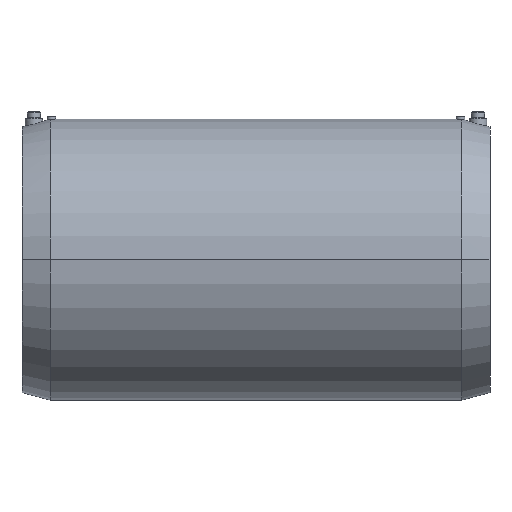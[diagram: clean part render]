
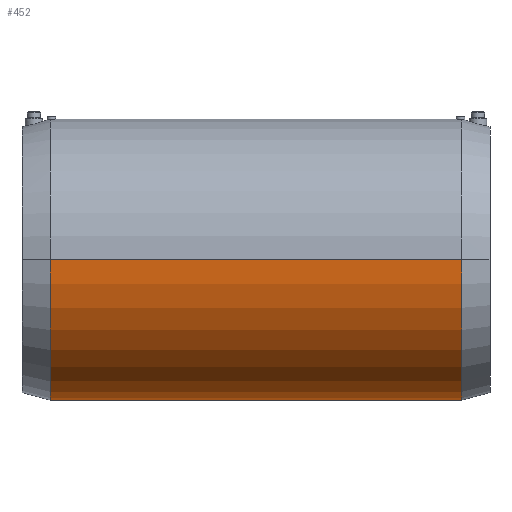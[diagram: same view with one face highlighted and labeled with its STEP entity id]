
A CAD part, front view. The second image highlights one B-rep face of the part: STEP entity #452.
In plain terms, the highlighted cylindrical face has radius 129 mm (diameter 258 mm), a partial arc.
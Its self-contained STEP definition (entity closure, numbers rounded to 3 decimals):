
#342 = EDGE_CURVE( '', #512, #740, #926, .T. );
#374 = VERTEX_POINT( '', #961 );
#434 = VERTEX_POINT( '', #1023 );
#452 = ADVANCED_FACE( '', ( #1044 ), #1045, .T. );
#476 = VERTEX_POINT( '', #1072 );
#508 = EDGE_CURVE( '', #810, #868, #1112, .T. );
#512 = VERTEX_POINT( '', #1117 );
#648 = EDGE_CURVE( '', #868, #740, #1270, .T. );
#658 = EDGE_CURVE( '', #374, #476, #1283, .T. );
#736 = EDGE_CURVE( '', #810, #374, #1374, .T. );
#740 = VERTEX_POINT( '', #1378 );
#756 = EDGE_CURVE( '', #476, #434, #1395, .T. );
#810 = VERTEX_POINT( '', #1455 );
#830 = EDGE_CURVE( '', #512, #434, #1480, .T. );
#868 = VERTEX_POINT( '', #1520 );
#926 = LINE( '', #1579, #1580 );
#961 = CARTESIAN_POINT( '', ( 25.839, 129., 0. ) );
#1023 = CARTESIAN_POINT( '', ( 404.161, -129., 0. ) );
#1044 = FACE_OUTER_BOUND( '', #1809, .T. );
#1045 = CYLINDRICAL_SURFACE( '', #1810, 129. );
#1072 = CARTESIAN_POINT( '', ( 25.839, -129., 0. ) );
#1112 = B_SPLINE_CURVE_WITH_KNOTS( '', 3, ( #1938, #1939, #1940, #1941, #1942, #1943, #1944, #1945, #1946, #1947, #1948, #1949, #1950, #1951, #1952, #1953, #1954, #1955, #1956, #1957, #1958, #1959, #1960, #1961, #1962, #1963, #1964, #1965, #1966, #1967, #1968, #1969, #1970, #1971, #1972, #1973 ), .UNSPECIFIED., .F., .F., ( 4, 2, 2, 2, 2, 2, 2, 2, 2, 2, 2, 2, 2, 2, 2, 2, 2, 4 ), ( 548.735, 559.869, 571.004, 582.139, 593.273, 604.408, 615.543, 626.677, 637.812, 649.541, 661.271, 673., 684.729, 696.458, 708.188, 719.917, 725.781, 731.646 ), .UNSPECIFIED. );
#1117 = CARTESIAN_POINT( '', ( 404.161, 129., 0. ) );
#1270 = B_SPLINE_CURVE_WITH_KNOTS( '', 3, ( #2314, #2315, #2316, #2317, #2318, #2319, #2320, #2321, #2322, #2323, #2324, #2325, #2326, #2327, #2328, #2329, #2330, #2331, #2332, #2333, #2334, #2335, #2336, #2337, #2338, #2339, #2340, #2341, #2342, #2343, #2344, #2345, #2346, #2347, #2348, #2349 ), .UNSPECIFIED., .F., .F., ( 4, 2, 2, 2, 2, 2, 2, 2, 2, 2, 2, 2, 2, 2, 2, 2, 2, 4 ), ( 0., 5.865, 11.729, 23.459, 35.188, 46.917, 58.646, 70.376, 82.105, 93.834, 104.969, 116.103, 127.238, 138.373, 149.507, 160.642, 171.777, 182.912 ), .UNSPECIFIED. );
#1283 = CIRCLE( '', #2363, 129. );
#1374 = LINE( '', #2568, #2569 );
#1378 = CARTESIAN_POINT( '', ( 325.94, 129., 0. ) );
#1395 = LINE( '', #2629, #2630 );
#1455 = CARTESIAN_POINT( '', ( 104.06, 129., 0. ) );
#1480 = CIRCLE( '', #2883, 129. );
#1520 = CARTESIAN_POINT( '', ( 215., 65.828, -110.94 ) );
#1579 = CARTESIAN_POINT( '', ( 215., 129., 0. ) );
#1580 = VECTOR( '', #3081, 1. );
#1809 = EDGE_LOOP( '', ( #3190, #3191, #3192, #3193, #3194, #3195, #3196 ) );
#1810 = AXIS2_PLACEMENT_3D( '', #3197, #3198, #3199 );
#1938 = CARTESIAN_POINT( '', ( 104.06, 129., 0. ) );
#1939 = CARTESIAN_POINT( '', ( 104.06, 129., -3.712 ) );
#1940 = CARTESIAN_POINT( '', ( 104.247, 128.839, -7.454 ) );
#1941 = CARTESIAN_POINT( '', ( 105.004, 128.189, -14.925 ) );
#1942 = CARTESIAN_POINT( '', ( 105.575, 127.699, -18.655 ) );
#1943 = CARTESIAN_POINT( '', ( 107.091, 126.402, -26.029 ) );
#1944 = CARTESIAN_POINT( '', ( 108.037, 125.595, -29.675 ) );
#1945 = CARTESIAN_POINT( '', ( 110.281, 123.689, -36.819 ) );
#1946 = CARTESIAN_POINT( '', ( 111.579, 122.591, -40.317 ) );
#1947 = CARTESIAN_POINT( '', ( 114.491, 120.145, -47.11 ) );
#1948 = CARTESIAN_POINT( '', ( 116.107, 118.795, -50.408 ) );
#1949 = CARTESIAN_POINT( '', ( 119.611, 115.894, -56.762 ) );
#1950 = CARTESIAN_POINT( '', ( 121.501, 114.342, -59.817 ) );
#1951 = CARTESIAN_POINT( '', ( 125.499, 111.097, -65.648 ) );
#1952 = CARTESIAN_POINT( '', ( 127.607, 109.403, -68.424 ) );
#1953 = CARTESIAN_POINT( '', ( 131.981, 105.942, -73.669 ) );
#1954 = CARTESIAN_POINT( '', ( 134.246, 104.175, -76.139 ) );
#1955 = CARTESIAN_POINT( '', ( 138.984, 100.545, -80.877 ) );
#1956 = CARTESIAN_POINT( '', ( 141.556, 98.61, -83.222 ) );
#1957 = CARTESIAN_POINT( '', ( 146.951, 94.66, -87.689 ) );
#1958 = CARTESIAN_POINT( '', ( 149.775, 92.645, -89.81 ) );
#1959 = CARTESIAN_POINT( '', ( 155.641, 88.613, -93.791 ) );
#1960 = CARTESIAN_POINT( '', ( 158.684, 86.596, -95.65 ) );
#1961 = CARTESIAN_POINT( '', ( 164.96, 82.652, -99.078 ) );
#1962 = CARTESIAN_POINT( '', ( 168.194, 80.725, -100.647 ) );
#1963 = CARTESIAN_POINT( '', ( 174.829, 77.067, -103.474 ) );
#1964 = CARTESIAN_POINT( '', ( 178.229, 75.338, -104.732 ) );
#1965 = CARTESIAN_POINT( '', ( 185.184, 72.199, -106.921 ) );
#1966 = CARTESIAN_POINT( '', ( 188.739, 70.79, -107.851 ) );
#1967 = CARTESIAN_POINT( '', ( 195.995, 68.43, -109.363 ) );
#1968 = CARTESIAN_POINT( '', ( 199.698, 67.481, -109.945 ) );
#1969 = CARTESIAN_POINT( '', ( 205.359, 66.504, -110.537 ) );
#1970 = CARTESIAN_POINT( '', ( 207.263, 66.253, -110.687 ) );
#1971 = CARTESIAN_POINT( '', ( 211.106, 65.915, -110.888 ) );
#1972 = CARTESIAN_POINT( '', ( 213.045, 65.828, -110.94 ) );
#1973 = CARTESIAN_POINT( '', ( 215., 65.828, -110.94 ) );
#2314 = CARTESIAN_POINT( '', ( 215., 65.828, -110.94 ) );
#2315 = CARTESIAN_POINT( '', ( 216.955, 65.828, -110.94 ) );
#2316 = CARTESIAN_POINT( '', ( 218.894, 65.915, -110.888 ) );
#2317 = CARTESIAN_POINT( '', ( 222.737, 66.253, -110.687 ) );
#2318 = CARTESIAN_POINT( '', ( 224.641, 66.504, -110.537 ) );
#2319 = CARTESIAN_POINT( '', ( 230.302, 67.481, -109.945 ) );
#2320 = CARTESIAN_POINT( '', ( 234.005, 68.43, -109.363 ) );
#2321 = CARTESIAN_POINT( '', ( 241.261, 70.79, -107.851 ) );
#2322 = CARTESIAN_POINT( '', ( 244.816, 72.199, -106.921 ) );
#2323 = CARTESIAN_POINT( '', ( 251.771, 75.338, -104.732 ) );
#2324 = CARTESIAN_POINT( '', ( 255.171, 77.067, -103.474 ) );
#2325 = CARTESIAN_POINT( '', ( 261.806, 80.725, -100.647 ) );
#2326 = CARTESIAN_POINT( '', ( 265.04, 82.652, -99.078 ) );
#2327 = CARTESIAN_POINT( '', ( 271.316, 86.596, -95.65 ) );
#2328 = CARTESIAN_POINT( '', ( 274.359, 88.613, -93.791 ) );
#2329 = CARTESIAN_POINT( '', ( 280.225, 92.645, -89.81 ) );
#2330 = CARTESIAN_POINT( '', ( 283.049, 94.66, -87.689 ) );
#2331 = CARTESIAN_POINT( '', ( 288.444, 98.61, -83.222 ) );
#2332 = CARTESIAN_POINT( '', ( 291.016, 100.545, -80.877 ) );
#2333 = CARTESIAN_POINT( '', ( 295.754, 104.175, -76.139 ) );
#2334 = CARTESIAN_POINT( '', ( 298.019, 105.942, -73.669 ) );
#2335 = CARTESIAN_POINT( '', ( 302.393, 109.403, -68.424 ) );
#2336 = CARTESIAN_POINT( '', ( 304.501, 111.097, -65.648 ) );
#2337 = CARTESIAN_POINT( '', ( 308.499, 114.342, -59.817 ) );
#2338 = CARTESIAN_POINT( '', ( 310.389, 115.894, -56.762 ) );
#2339 = CARTESIAN_POINT( '', ( 313.893, 118.795, -50.408 ) );
#2340 = CARTESIAN_POINT( '', ( 315.509, 120.145, -47.11 ) );
#2341 = CARTESIAN_POINT( '', ( 318.421, 122.591, -40.317 ) );
#2342 = CARTESIAN_POINT( '', ( 319.719, 123.689, -36.819 ) );
#2343 = CARTESIAN_POINT( '', ( 321.963, 125.595, -29.675 ) );
#2344 = CARTESIAN_POINT( '', ( 322.909, 126.402, -26.029 ) );
#2345 = CARTESIAN_POINT( '', ( 324.425, 127.699, -18.655 ) );
#2346 = CARTESIAN_POINT( '', ( 324.996, 128.189, -14.925 ) );
#2347 = CARTESIAN_POINT( '', ( 325.753, 128.839, -7.454 ) );
#2348 = CARTESIAN_POINT( '', ( 325.94, 129., -3.712 ) );
#2349 = CARTESIAN_POINT( '', ( 325.94, 129., 0. ) );
#2363 = AXIS2_PLACEMENT_3D( '', #3500, #3501, #3502 );
#2568 = CARTESIAN_POINT( '', ( 215., 129., 0. ) );
#2569 = VECTOR( '', #3642, 1. );
#2629 = CARTESIAN_POINT( '', ( 215., -129., 0. ) );
#2630 = VECTOR( '', #3653, 1. );
#2883 = AXIS2_PLACEMENT_3D( '', #3769, #3770, #3771 );
#3081 = DIRECTION( '', ( -1., 0., 0. ) );
#3190 = ORIENTED_EDGE( '', *, *, #342, .F. );
#3191 = ORIENTED_EDGE( '', *, *, #830, .T. );
#3192 = ORIENTED_EDGE( '', *, *, #756, .F. );
#3193 = ORIENTED_EDGE( '', *, *, #658, .F. );
#3194 = ORIENTED_EDGE( '', *, *, #736, .F. );
#3195 = ORIENTED_EDGE( '', *, *, #508, .T. );
#3196 = ORIENTED_EDGE( '', *, *, #648, .T. );
#3197 = CARTESIAN_POINT( '', ( 215., 0., 0. ) );
#3198 = DIRECTION( '', ( 1., 0., 0. ) );
#3199 = DIRECTION( '', ( 0., 1., 0. ) );
#3500 = CARTESIAN_POINT( '', ( 25.839, 0., 0. ) );
#3501 = DIRECTION( '', ( -1., 0., 0. ) );
#3502 = DIRECTION( '', ( 0., 1., 0. ) );
#3642 = DIRECTION( '', ( -1., 0., 0. ) );
#3653 = DIRECTION( '', ( 1., 0., 0. ) );
#3769 = CARTESIAN_POINT( '', ( 404.161, 0., 0. ) );
#3770 = DIRECTION( '', ( -1., 0., 0. ) );
#3771 = DIRECTION( '', ( 0., 1., 0. ) );
